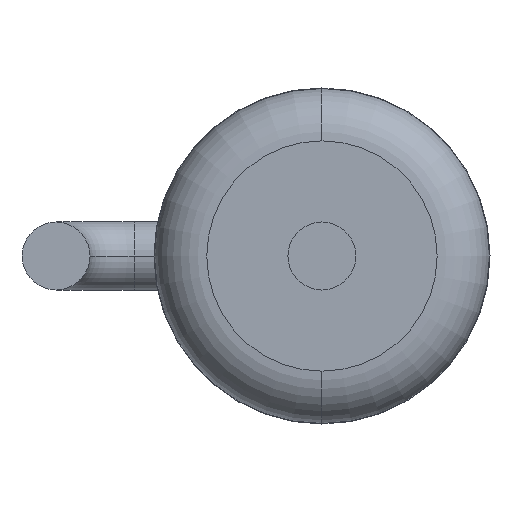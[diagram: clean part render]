
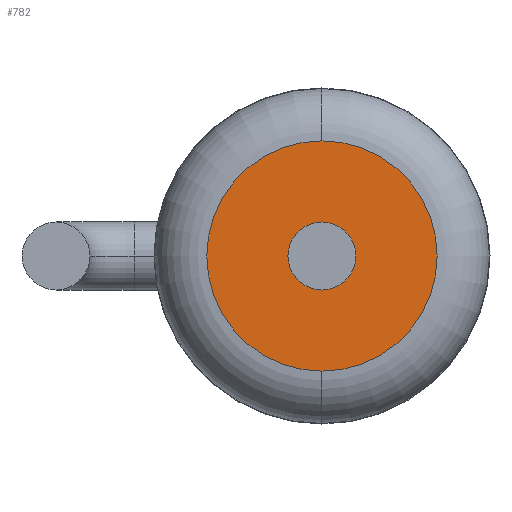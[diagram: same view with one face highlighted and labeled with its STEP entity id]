
A CAD part, front view. The second image highlights one B-rep face of the part: STEP entity #782.
In plain terms, the highlighted planar face has unit normal (0, -1, 0).
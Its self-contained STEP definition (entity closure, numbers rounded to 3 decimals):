
#18 = CARTESIAN_POINT ( 'NONE',  ( 0., 0.5, 0.325 ) ) ;
#19 = FACE_OUTER_BOUND ( 'NONE', #800, .T. ) ;
#108 = DIRECTION ( 'NONE',  ( 0., -1., 0. ) ) ;
#137 = DIRECTION ( 'NONE',  ( 0., 0., -1. ) ) ;
#155 = CARTESIAN_POINT ( 'NONE',  ( 0., 0.5, 0. ) ) ;
#183 = CARTESIAN_POINT ( 'NONE',  ( 1.1, 0.5, 0. ) ) ;
#220 = CARTESIAN_POINT ( 'NONE',  ( 0., 0.5, 0. ) ) ;
#246 = DIRECTION ( 'NONE',  ( 0., -1., 0. ) ) ;
#258 = AXIS2_PLACEMENT_3D ( 'NONE', #183, #624, #720 ) ;
#315 = ORIENTED_EDGE ( 'NONE', *, *, #1089, .T. ) ;
#327 = VERTEX_POINT ( 'NONE', #1046 ) ;
#347 = CIRCLE ( 'NONE', #801, 0.325 ) ;
#350 = VERTEX_POINT ( 'NONE', #351 ) ;
#351 = CARTESIAN_POINT ( 'NONE',  ( 0., 0.5, 1.1 ) ) ;
#360 = CIRCLE ( 'NONE', #905, 1.1 ) ;
#385 = CARTESIAN_POINT ( 'NONE',  ( 0., 0.5, 0. ) ) ;
#420 = FACE_BOUND ( 'NONE', #872, .T. ) ;
#523 = EDGE_CURVE ( 'NONE', #350, #327, #705, .T. ) ;
#543 = PLANE ( 'NONE',  #258 ) ;
#590 = DIRECTION ( 'NONE',  ( 0., 0., -1. ) ) ;
#596 = VERTEX_POINT ( 'NONE', #945 ) ;
#624 = DIRECTION ( 'NONE',  ( 0., -1., 0. ) ) ;
#652 = AXIS2_PLACEMENT_3D ( 'NONE', #385, #108, #996 ) ;
#662 = CARTESIAN_POINT ( 'NONE',  ( 0., 0.5, 0. ) ) ;
#705 = CIRCLE ( 'NONE', #728, 1.1 ) ;
#720 = DIRECTION ( 'NONE',  ( 0., 0., -1. ) ) ;
#728 = AXIS2_PLACEMENT_3D ( 'NONE', #220, #856, #590 ) ;
#754 = EDGE_CURVE ( 'NONE', #596, #916, #347, .T. ) ;
#782 = ADVANCED_FACE ( 'NONE', ( #420, #19 ), #543, .T. ) ;
#800 = EDGE_LOOP ( 'NONE', ( #315, #819 ) ) ;
#801 = AXIS2_PLACEMENT_3D ( 'NONE', #155, #246, #863 ) ;
#819 = ORIENTED_EDGE ( 'NONE', *, *, #523, .T. ) ;
#844 = DIRECTION ( 'NONE',  ( 0., -1., 0. ) ) ;
#847 = CIRCLE ( 'NONE', #652, 0.325 ) ;
#856 = DIRECTION ( 'NONE',  ( 0., -1., 0. ) ) ;
#863 = DIRECTION ( 'NONE',  ( 0., 0., -1. ) ) ;
#872 = EDGE_LOOP ( 'NONE', ( #1002, #938 ) ) ;
#904 = EDGE_CURVE ( 'NONE', #916, #596, #847, .T. ) ;
#905 = AXIS2_PLACEMENT_3D ( 'NONE', #662, #844, #137 ) ;
#916 = VERTEX_POINT ( 'NONE', #18 ) ;
#938 = ORIENTED_EDGE ( 'NONE', *, *, #904, .F. ) ;
#945 = CARTESIAN_POINT ( 'NONE',  ( 0., 0.5, -0.325 ) ) ;
#996 = DIRECTION ( 'NONE',  ( 0., 0., -1. ) ) ;
#1002 = ORIENTED_EDGE ( 'NONE', *, *, #754, .F. ) ;
#1046 = CARTESIAN_POINT ( 'NONE',  ( 0., 0.5, -1.1 ) ) ;
#1089 = EDGE_CURVE ( 'NONE', #327, #350, #360, .T. ) ;
